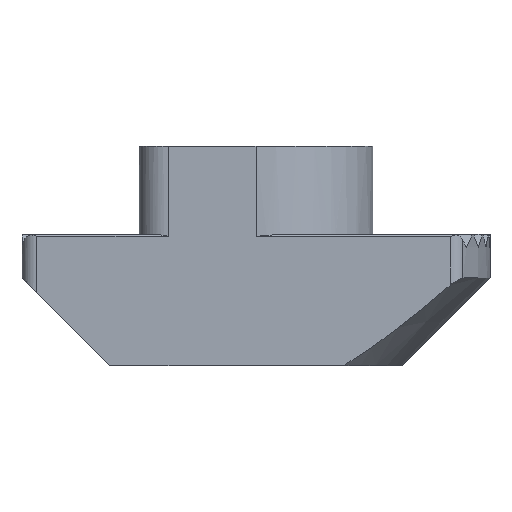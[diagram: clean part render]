
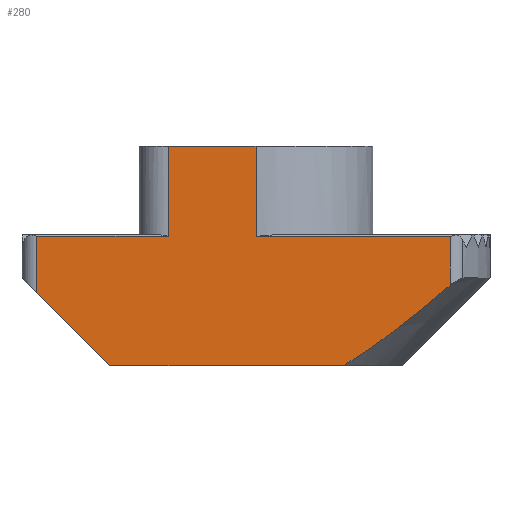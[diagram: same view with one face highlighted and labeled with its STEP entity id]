
A CAD part, front view. The second image highlights one B-rep face of the part: STEP entity #280.
In plain terms, the highlighted planar face has unit normal (0, -1, 0).
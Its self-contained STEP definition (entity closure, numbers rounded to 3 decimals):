
#12 = CARTESIAN_POINT ( 'NONE',  ( -7.5, -4., 4.5 ) ) ;
#49 = VECTOR ( 'NONE', #1934, 1000. ) ;
#62 = CARTESIAN_POINT ( 'NONE',  ( -8., -4., 4.421 ) ) ;
#72 = CARTESIAN_POINT ( 'NONE',  ( 0., -4., 7.5 ) ) ;
#74 = CARTESIAN_POINT ( 'NONE',  ( 5.471, -4., 1.767 ) ) ;
#93 = CARTESIAN_POINT ( 'NONE',  ( 0., -4., 7.5 ) ) ;
#111 = DIRECTION ( 'NONE',  ( 0., 0., -1. ) ) ;
#124 = CARTESIAN_POINT ( 'NONE',  ( -8., -4., 4.5 ) ) ;
#162 = ORIENTED_EDGE ( 'NONE', *, *, #2491, .T. ) ;
#171 = CARTESIAN_POINT ( 'NONE',  ( -7.5, -4., 4.421 ) ) ;
#189 = VECTOR ( 'NONE', #1364, 1000. ) ;
#205 = VERTEX_POINT ( 'NONE', #1896 ) ;
#209 = EDGE_CURVE ( 'NONE', #2309, #1043, #931, .T. ) ;
#280 = ADVANCED_FACE ( 'NONE', ( #730 ), #2274, .F. ) ;
#286 = CARTESIAN_POINT ( 'NONE',  ( 6.633, -4., 2.746 ) ) ;
#356 = DIRECTION ( 'NONE',  ( -1., 0., 0. ) ) ;
#368 = ORIENTED_EDGE ( 'NONE', *, *, #1285, .T. ) ;
#378 = VERTEX_POINT ( 'NONE', #171 ) ;
#418 = EDGE_CURVE ( 'NONE', #750, #1615, #2288, .T. ) ;
#468 = EDGE_CURVE ( 'NONE', #1615, #660, #1591, .T. ) ;
#492 = DIRECTION ( 'NONE',  ( 1., 0., 0. ) ) ;
#585 = VECTOR ( 'NONE', #868, 1000. ) ;
#627 = CARTESIAN_POINT ( 'NONE',  ( -8., -4., 4.421 ) ) ;
#653 = ORIENTED_EDGE ( 'NONE', *, *, #1303, .T. ) ;
#660 = VERTEX_POINT ( 'NONE', #2552 ) ;
#730 = FACE_OUTER_BOUND ( 'NONE', #1802, .T. ) ;
#732 = CARTESIAN_POINT ( 'NONE',  ( 3.655, -4., 0.393 ) ) ;
#750 = VERTEX_POINT ( 'NONE', #1314 ) ;
#854 = DIRECTION ( 'NONE',  ( -1., 0., 0. ) ) ;
#859 = ORIENTED_EDGE ( 'NONE', *, *, #418, .T. ) ;
#868 = DIRECTION ( 'NONE',  ( 0.707, 0., -0.707 ) ) ;
#895 = VERTEX_POINT ( 'NONE', #93 ) ;
#931 = LINE ( 'NONE', #62, #2483 ) ;
#935 = EDGE_CURVE ( 'NONE', #1919, #1256, #2224, .T. ) ;
#945 = LINE ( 'NONE', #2208, #1575 ) ;
#975 = ORIENTED_EDGE ( 'NONE', *, *, #2088, .F. ) ;
#1008 = DIRECTION ( 'NONE',  ( 0., 1., 0. ) ) ;
#1017 = CARTESIAN_POINT ( 'NONE',  ( -5., -4., 0. ) ) ;
#1043 = VERTEX_POINT ( 'NONE', #2099 ) ;
#1089 = CARTESIAN_POINT ( 'NONE',  ( -8., -4., 0. ) ) ;
#1128 = ORIENTED_EDGE ( 'NONE', *, *, #2268, .F. ) ;
#1168 = CARTESIAN_POINT ( 'NONE',  ( 3., -4., 0. ) ) ;
#1219 = VECTOR ( 'NONE', #2586, 1000. ) ;
#1256 = VERTEX_POINT ( 'NONE', #2160 ) ;
#1285 = EDGE_CURVE ( 'NONE', #205, #2309, #2336, .T. ) ;
#1303 = EDGE_CURVE ( 'NONE', #378, #750, #1770, .T. ) ;
#1314 = CARTESIAN_POINT ( 'NONE',  ( -7.5, -4., 2.5 ) ) ;
#1315 = CARTESIAN_POINT ( 'NONE',  ( 6.633, -4., 4.5 ) ) ;
#1338 = LINE ( 'NONE', #72, #189 ) ;
#1364 = DIRECTION ( 'NONE',  ( 0., 0., -1. ) ) ;
#1374 = CARTESIAN_POINT ( 'NONE',  ( 4.27, -4., 0.838 ) ) ;
#1575 = VECTOR ( 'NONE', #492, 1000. ) ;
#1585 = CARTESIAN_POINT ( 'NONE',  ( 6.056, -4., 2.251 ) ) ;
#1591 = LINE ( 'NONE', #1089, #2157 ) ;
#1606 = CARTESIAN_POINT ( 'NONE',  ( -3., -4., 4.5 ) ) ;
#1615 = VERTEX_POINT ( 'NONE', #1017 ) ;
#1675 = LINE ( 'NONE', #627, #2106 ) ;
#1682 = ORIENTED_EDGE ( 'NONE', *, *, #935, .T. ) ;
#1770 = LINE ( 'NONE', #12, #49 ) ;
#1802 = EDGE_LOOP ( 'NONE', ( #1128, #1682, #162, #653, #859, #1967, #1886, #368, #2616, #975 ) ) ;
#1886 = ORIENTED_EDGE ( 'NONE', *, *, #2325, .T. ) ;
#1896 = CARTESIAN_POINT ( 'NONE',  ( 6.633, -4., 2.746 ) ) ;
#1919 = VERTEX_POINT ( 'NONE', #2417 ) ;
#1934 = DIRECTION ( 'NONE',  ( 0., 0., -1. ) ) ;
#1950 = AXIS2_PLACEMENT_3D ( 'NONE', #124, #1008, #2482 ) ;
#1967 = ORIENTED_EDGE ( 'NONE', *, *, #468, .T. ) ;
#2036 = B_SPLINE_CURVE_WITH_KNOTS ( 'NONE', 3,
 ( #1168, #732, #1374, #74, #1585, #286 ),
 .UNSPECIFIED., .F., .F.,
 ( 4, 2, 4 ),
 ( 0., 0.002, 0.005 ),
 .UNSPECIFIED. ) ;
#2088 = EDGE_CURVE ( 'NONE', #895, #1043, #1338, .T. ) ;
#2099 = CARTESIAN_POINT ( 'NONE',  ( 0., -4., 4.421 ) ) ;
#2106 = VECTOR ( 'NONE', #854, 1000. ) ;
#2157 = VECTOR ( 'NONE', #2780, 1000. ) ;
#2160 = CARTESIAN_POINT ( 'NONE',  ( -3., -4., 4.421 ) ) ;
#2208 = CARTESIAN_POINT ( 'NONE',  ( -4., -4., 7.5 ) ) ;
#2224 = LINE ( 'NONE', #1606, #2717 ) ;
#2268 = EDGE_CURVE ( 'NONE', #1919, #895, #945, .T. ) ;
#2274 = PLANE ( 'NONE',  #1950 ) ;
#2288 = LINE ( 'NONE', #2762, #585 ) ;
#2309 = VERTEX_POINT ( 'NONE', #2427 ) ;
#2325 = EDGE_CURVE ( 'NONE', #660, #205, #2036, .T. ) ;
#2336 = LINE ( 'NONE', #1315, #1219 ) ;
#2417 = CARTESIAN_POINT ( 'NONE',  ( -3., -4., 7.5 ) ) ;
#2427 = CARTESIAN_POINT ( 'NONE',  ( 6.633, -4., 4.421 ) ) ;
#2482 = DIRECTION ( 'NONE',  ( 0., 0., 1. ) ) ;
#2483 = VECTOR ( 'NONE', #356, 1000. ) ;
#2491 = EDGE_CURVE ( 'NONE', #1256, #378, #1675, .T. ) ;
#2552 = CARTESIAN_POINT ( 'NONE',  ( 3., -4., 0. ) ) ;
#2586 = DIRECTION ( 'NONE',  ( 0., 0., 1. ) ) ;
#2616 = ORIENTED_EDGE ( 'NONE', *, *, #209, .T. ) ;
#2717 = VECTOR ( 'NONE', #111, 1000. ) ;
#2762 = CARTESIAN_POINT ( 'NONE',  ( -8., -4., 3. ) ) ;
#2780 = DIRECTION ( 'NONE',  ( 1., 0., 0. ) ) ;
